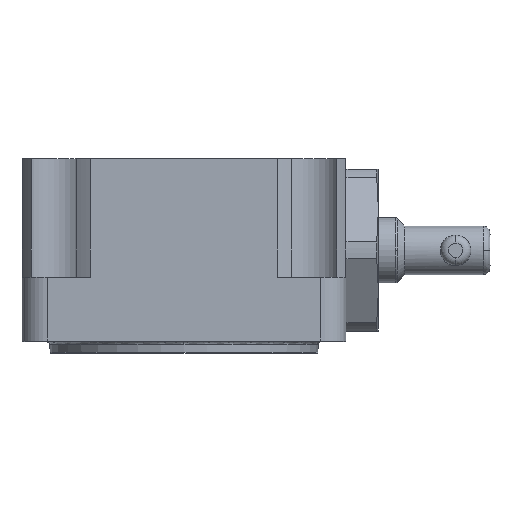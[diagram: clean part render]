
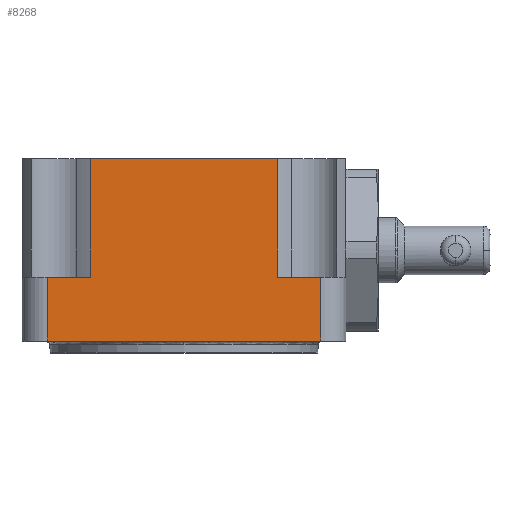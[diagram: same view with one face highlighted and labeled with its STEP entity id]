
A CAD part, left-side view. The second image highlights one B-rep face of the part: STEP entity #8268.
In plain terms, the highlighted planar face has unit normal (-1, 0, 0).
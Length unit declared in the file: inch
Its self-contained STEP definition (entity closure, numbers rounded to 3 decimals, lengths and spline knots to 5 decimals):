
#376 = CARTESIAN_POINT ( 'NONE',  ( -1., -0.57735, 1.13 ) ) ;
#682 = EDGE_CURVE ( 'NONE', #3611, #2911, #738, .T. ) ;
#738 = LINE ( 'NONE', #4529, #3596 ) ;
#837 = EDGE_CURVE ( 'NONE', #2594, #6669, #5665, .T. ) ;
#919 = CARTESIAN_POINT ( 'NONE',  ( -1., -0.844, 0.4 ) ) ;
#922 = LINE ( 'NONE', #4310, #8045 ) ;
#1032 = EDGE_CURVE ( 'NONE', #1621, #3761, #6688, .T. ) ;
#1264 = ORIENTED_EDGE ( 'NONE', *, *, #6480, .T. ) ;
#1306 = EDGE_CURVE ( 'NONE', #4192, #3611, #4916, .T. ) ;
#1323 = CARTESIAN_POINT ( 'NONE',  ( -1., -0.844, 0.005 ) ) ;
#1448 = VECTOR ( 'NONE', #7219, 39.37008 ) ;
#1491 = ORIENTED_EDGE ( 'NONE', *, *, #5041, .T. ) ;
#1620 = CARTESIAN_POINT ( 'NONE',  ( -1., 0.844, 0.005 ) ) ;
#1621 = VERTEX_POINT ( 'NONE', #9329 ) ;
#1774 = CARTESIAN_POINT ( 'NONE',  ( -1., 0.844, 0.4 ) ) ;
#1875 = VECTOR ( 'NONE', #5796, 39.37008 ) ;
#1890 = ORIENTED_EDGE ( 'NONE', *, *, #837, .T. ) ;
#2008 = CARTESIAN_POINT ( 'NONE',  ( -1., -0.844, 0.005 ) ) ;
#2093 = ORIENTED_EDGE ( 'NONE', *, *, #2468, .T. ) ;
#2468 = EDGE_CURVE ( 'NONE', #1621, #7624, #6541, .T. ) ;
#2594 = VERTEX_POINT ( 'NONE', #919 ) ;
#2755 = DIRECTION ( 'NONE',  ( 0., 0., -1. ) ) ;
#2905 = LINE ( 'NONE', #9588, #9313 ) ;
#2911 = VERTEX_POINT ( 'NONE', #2008 ) ;
#3588 = DIRECTION ( 'NONE',  ( 0., 1., 0. ) ) ;
#3596 = VECTOR ( 'NONE', #4579, 39.37008 ) ;
#3611 = VERTEX_POINT ( 'NONE', #1620 ) ;
#3761 = VERTEX_POINT ( 'NONE', #376 ) ;
#4184 = ORIENTED_EDGE ( 'NONE', *, *, #1032, .F. ) ;
#4192 = VERTEX_POINT ( 'NONE', #9189 ) ;
#4290 = EDGE_CURVE ( 'NONE', #3761, #6669, #922, .T. ) ;
#4310 = CARTESIAN_POINT ( 'NONE',  ( -1., -0.57735, 34.05 ) ) ;
#4358 = LINE ( 'NONE', #1323, #9589 ) ;
#4529 = CARTESIAN_POINT ( 'NONE',  ( -1., 0.844, 0.005 ) ) ;
#4579 = DIRECTION ( 'NONE',  ( 0., -1., 0. ) ) ;
#4916 = LINE ( 'NONE', #1774, #1448 ) ;
#5041 = EDGE_CURVE ( 'NONE', #7624, #4192, #2905, .T. ) ;
#5438 = DIRECTION ( 'NONE',  ( 0., 0.003, 1. ) ) ;
#5537 = VECTOR ( 'NONE', #6992, 39.37008 ) ;
#5665 = LINE ( 'NONE', #8560, #5537 ) ;
#5710 = AXIS2_PLACEMENT_3D ( 'NONE', #9367, #6321, #5438 ) ;
#5716 = CARTESIAN_POINT ( 'NONE',  ( -1., 0.57735, 0.4 ) ) ;
#5796 = DIRECTION ( 'NONE',  ( 0., 0., -1. ) ) ;
#6321 = DIRECTION ( 'NONE',  ( -1., 0., 0. ) ) ;
#6455 = ORIENTED_EDGE ( 'NONE', *, *, #1306, .T. ) ;
#6480 = EDGE_CURVE ( 'NONE', #2911, #2594, #4358, .T. ) ;
#6541 = LINE ( 'NONE', #8848, #1875 ) ;
#6594 = CARTESIAN_POINT ( 'NONE',  ( -1., 0.57735, 1.13 ) ) ;
#6669 = VERTEX_POINT ( 'NONE', #6822 ) ;
#6675 = DIRECTION ( 'NONE',  ( 0., 0., 1. ) ) ;
#6688 = LINE ( 'NONE', #6594, #7722 ) ;
#6822 = CARTESIAN_POINT ( 'NONE',  ( -1., -0.57735, 0.4 ) ) ;
#6992 = DIRECTION ( 'NONE',  ( 0., 1., 0. ) ) ;
#7042 = EDGE_LOOP ( 'NONE', ( #4184, #2093, #1491, #6455, #7251, #1264, #1890, #8319 ) ) ;
#7219 = DIRECTION ( 'NONE',  ( 0., 0., -1. ) ) ;
#7251 = ORIENTED_EDGE ( 'NONE', *, *, #682, .T. ) ;
#7624 = VERTEX_POINT ( 'NONE', #5716 ) ;
#7722 = VECTOR ( 'NONE', #8759, 39.37008 ) ;
#8045 = VECTOR ( 'NONE', #2755, 39.37008 ) ;
#8268 = ADVANCED_FACE ( 'NONE', ( #8627 ), #9217, .T. ) ;
#8319 = ORIENTED_EDGE ( 'NONE', *, *, #4290, .F. ) ;
#8560 = CARTESIAN_POINT ( 'NONE',  ( -1., -0.844, 0.4 ) ) ;
#8627 = FACE_OUTER_BOUND ( 'NONE', #7042, .T. ) ;
#8759 = DIRECTION ( 'NONE',  ( 0., -1., 0. ) ) ;
#8848 = CARTESIAN_POINT ( 'NONE',  ( -1., 0.57735, 1.13 ) ) ;
#9189 = CARTESIAN_POINT ( 'NONE',  ( -1., 0.844, 0.4 ) ) ;
#9217 = PLANE ( 'NONE',  #5710 ) ;
#9313 = VECTOR ( 'NONE', #3588, 39.37008 ) ;
#9329 = CARTESIAN_POINT ( 'NONE',  ( -1., 0.57735, 1.13 ) ) ;
#9367 = CARTESIAN_POINT ( 'NONE',  ( -1., -0.844, 0. ) ) ;
#9588 = CARTESIAN_POINT ( 'NONE',  ( -1., 0.57735, 0.4 ) ) ;
#9589 = VECTOR ( 'NONE', #6675, 39.37008 ) ;
